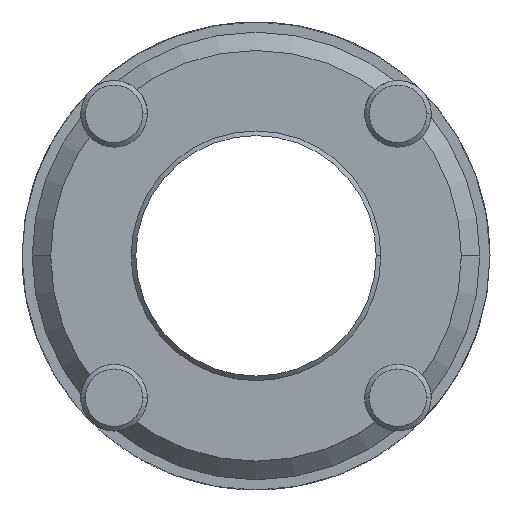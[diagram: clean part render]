
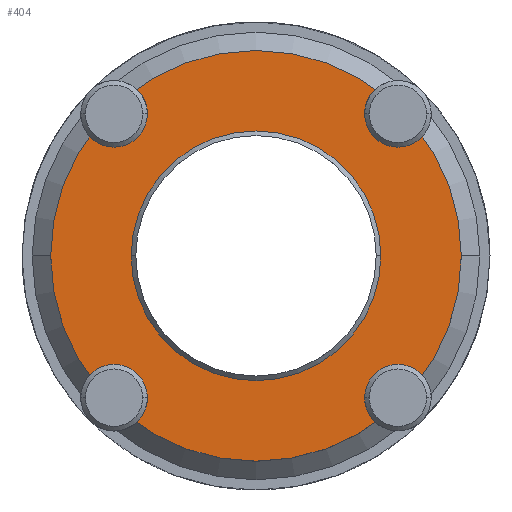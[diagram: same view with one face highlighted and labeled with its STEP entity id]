
A CAD part, top view. The second image highlights one B-rep face of the part: STEP entity #404.
In plain terms, the highlighted planar face has unit normal (0, 0, -1).
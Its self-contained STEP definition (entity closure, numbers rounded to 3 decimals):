
#19 = CARTESIAN_POINT ( 'NONE',  ( 0., 0., 0. ) ) ;
#51 = ORIENTED_EDGE ( 'NONE', *, *, #506, .F. ) ;
#63 = EDGE_CURVE ( 'NONE', #183, #911, #344, .T. ) ;
#86 = CARTESIAN_POINT ( 'NONE',  ( -11.1, 0., 0. ) ) ;
#105 = AXIS2_PLACEMENT_3D ( 'NONE', #933, #786, #769 ) ;
#183 = VERTEX_POINT ( 'NONE', #824 ) ;
#194 = EDGE_LOOP ( 'NONE', ( #51, #856 ) ) ;
#204 = DIRECTION ( 'NONE',  ( 1., 0., 0. ) ) ;
#261 = CARTESIAN_POINT ( 'NONE',  ( 7.672, -7.672, 0. ) ) ;
#263 = DIRECTION ( 'NONE',  ( 0., 0., 1. ) ) ;
#286 = CARTESIAN_POINT ( 'NONE',  ( 0., 0., 0. ) ) ;
#288 = VERTEX_POINT ( 'NONE', #86 ) ;
#300 = AXIS2_PLACEMENT_3D ( 'NONE', #261, #263, #620 ) ;
#334 = FACE_BOUND ( 'NONE', #831, .T. ) ;
#344 = CIRCLE ( 'NONE', #886, 6.75 ) ;
#360 = CARTESIAN_POINT ( 'NONE',  ( 0., 0., 0. ) ) ;
#382 = DIRECTION ( 'NONE',  ( 1., 0., 0. ) ) ;
#404 = ADVANCED_FACE ( 'NONE', ( #334, #549 ), #482, .F. ) ;
#445 = CARTESIAN_POINT ( 'NONE',  ( 6.75, 0., 0. ) ) ;
#482 = PLANE ( 'NONE',  #300 ) ;
#506 = EDGE_CURVE ( 'NONE', #604, #288, #942, .T. ) ;
#528 = CIRCLE ( 'NONE', #656, 6.75 ) ;
#549 = FACE_OUTER_BOUND ( 'NONE', #194, .T. ) ;
#552 = EDGE_CURVE ( 'NONE', #911, #183, #528, .T. ) ;
#604 = VERTEX_POINT ( 'NONE', #644 ) ;
#620 = DIRECTION ( 'NONE',  ( 1., 0., 0. ) ) ;
#625 = CIRCLE ( 'NONE', #806, 11.1 ) ;
#634 = EDGE_CURVE ( 'NONE', #288, #604, #625, .T. ) ;
#644 = CARTESIAN_POINT ( 'NONE',  ( 11.1, 0., 0. ) ) ;
#656 = AXIS2_PLACEMENT_3D ( 'NONE', #360, #940, #204 ) ;
#769 = DIRECTION ( 'NONE',  ( 1., 0., 0. ) ) ;
#786 = DIRECTION ( 'NONE',  ( 0., 0., 1. ) ) ;
#806 = AXIS2_PLACEMENT_3D ( 'NONE', #19, #834, #382 ) ;
#824 = CARTESIAN_POINT ( 'NONE',  ( -6.75, 0., 0. ) ) ;
#826 = ORIENTED_EDGE ( 'NONE', *, *, #63, .T. ) ;
#831 = EDGE_LOOP ( 'NONE', ( #826, #927 ) ) ;
#834 = DIRECTION ( 'NONE',  ( 0., 0., 1. ) ) ;
#856 = ORIENTED_EDGE ( 'NONE', *, *, #634, .F. ) ;
#858 = DIRECTION ( 'NONE',  ( 0., 0., 1. ) ) ;
#877 = DIRECTION ( 'NONE',  ( 1., 0., 0. ) ) ;
#886 = AXIS2_PLACEMENT_3D ( 'NONE', #286, #858, #877 ) ;
#911 = VERTEX_POINT ( 'NONE', #445 ) ;
#927 = ORIENTED_EDGE ( 'NONE', *, *, #552, .T. ) ;
#933 = CARTESIAN_POINT ( 'NONE',  ( 0., 0., 0. ) ) ;
#940 = DIRECTION ( 'NONE',  ( 0., 0., 1. ) ) ;
#942 = CIRCLE ( 'NONE', #105, 11.1 ) ;
